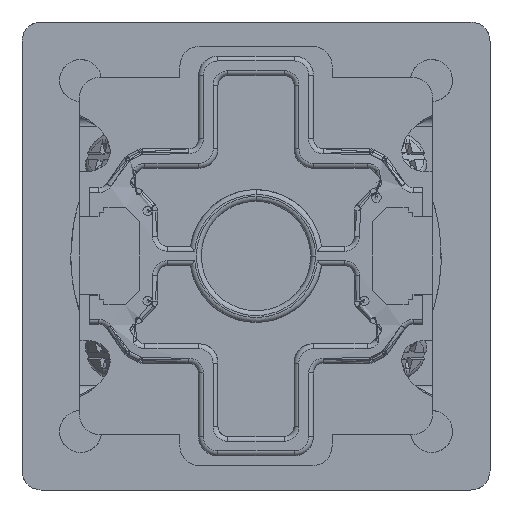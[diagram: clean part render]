
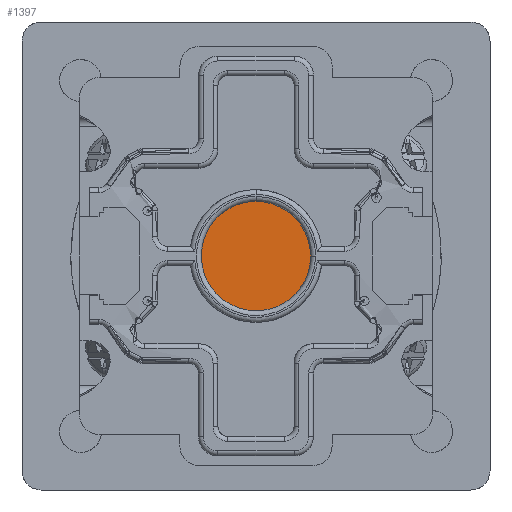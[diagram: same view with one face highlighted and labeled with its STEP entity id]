
A CAD part, front view. The second image highlights one B-rep face of the part: STEP entity #1397.
In plain terms, the highlighted planar face has unit normal (0, -1, 0).
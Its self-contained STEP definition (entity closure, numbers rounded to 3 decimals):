
#1318=CARTESIAN_POINT('',(0.,-75.5,0.));
#1319=DIRECTION('',(0.,-1.,0.));
#1320=DIRECTION('',(1.,0.,0.));
#1321=AXIS2_PLACEMENT_3D('',#1318,#1319,#1320);
#1322=PLANE('',#1321);
#1323=CARTESIAN_POINT('',(5.6,-75.5,-0.));
#1324=VERTEX_POINT('',#1323);
#1325=CARTESIAN_POINT('',(0.,-75.5,5.6));
#1326=VERTEX_POINT('',#1325);
#1327=CARTESIAN_POINT('',(5.6,-75.5,-0.));
#1328=CARTESIAN_POINT('',(5.6,-75.5,0.733));
#1329=CARTESIAN_POINT('',(5.454,-75.5,1.466));
#1330=CARTESIAN_POINT('',(5.174,-75.5,2.143));
#1331=CARTESIAN_POINT('',(4.893,-75.5,2.82));
#1332=CARTESIAN_POINT('',(4.478,-75.5,3.441));
#1333=CARTESIAN_POINT('',(3.96,-75.5,3.96));
#1334=CARTESIAN_POINT('',(3.441,-75.5,4.478));
#1335=CARTESIAN_POINT('',(2.82,-75.5,4.893));
#1336=CARTESIAN_POINT('',(2.143,-75.5,5.174));
#1337=CARTESIAN_POINT('',(1.466,-75.5,5.454));
#1338=CARTESIAN_POINT('',(0.733,-75.5,5.6));
#1339=CARTESIAN_POINT('',(0.,-75.5,5.6));
#1340=B_SPLINE_CURVE_WITH_KNOTS('',3,(#1327,#1328,#1329,#1330,#1331,#1332,#1333,#1334,#1335,#1336,#1337,#1338,#1339),.UNSPECIFIED.,.F.,.F.,(4,3,3,3,4),(0.,22.5,45.,67.5,90.),.UNSPECIFIED.);
#1341=EDGE_CURVE('',#1324,#1326,#1340,.T.);
#1342=ORIENTED_EDGE('',*,*,#1341,.T.);
#1343=CARTESIAN_POINT('',(0.,-75.5,5.6));
#1344=CARTESIAN_POINT('',(-0.55,-75.5,5.6));
#1345=CARTESIAN_POINT('',(-1.099,-75.5,5.518));
#1346=CARTESIAN_POINT('',(-1.626,-75.5,5.359));
#1347=CARTESIAN_POINT('',(-2.152,-75.5,5.199));
#1348=CARTESIAN_POINT('',(-2.654,-75.5,4.962));
#1349=CARTESIAN_POINT('',(-3.111,-75.5,4.656));
#1350=CARTESIAN_POINT('',(-3.568,-75.5,4.351));
#1351=CARTESIAN_POINT('',(-3.98,-75.5,3.978));
#1352=CARTESIAN_POINT('',(-4.329,-75.5,3.553));
#1353=CARTESIAN_POINT('',(-4.678,-75.5,3.128));
#1354=CARTESIAN_POINT('',(-4.963,-75.5,2.651));
#1355=CARTESIAN_POINT('',(-5.174,-75.5,2.143));
#1356=CARTESIAN_POINT('',(-5.384,-75.5,1.635));
#1357=CARTESIAN_POINT('',(-5.519,-75.5,1.096));
#1358=CARTESIAN_POINT('',(-5.573,-75.5,0.549));
#1359=CARTESIAN_POINT('',(-5.627,-75.5,0.002));
#1360=CARTESIAN_POINT('',(-5.6,-75.5,-0.553));
#1361=CARTESIAN_POINT('',(-5.492,-75.5,-1.093));
#1362=CARTESIAN_POINT('',(-5.385,-75.5,-1.632));
#1363=CARTESIAN_POINT('',(-5.198,-75.5,-2.155));
#1364=CARTESIAN_POINT('',(-4.939,-75.5,-2.64));
#1365=CARTESIAN_POINT('',(-4.68,-75.5,-3.125));
#1366=CARTESIAN_POINT('',(-4.349,-75.5,-3.571));
#1367=CARTESIAN_POINT('',(-3.96,-75.5,-3.96));
#1368=CARTESIAN_POINT('',(-3.571,-75.5,-4.349));
#1369=CARTESIAN_POINT('',(-3.125,-75.5,-4.68));
#1370=CARTESIAN_POINT('',(-2.64,-75.5,-4.939));
#1371=CARTESIAN_POINT('',(-2.155,-75.5,-5.198));
#1372=CARTESIAN_POINT('',(-1.632,-75.5,-5.385));
#1373=CARTESIAN_POINT('',(-1.093,-75.5,-5.492));
#1374=CARTESIAN_POINT('',(-0.553,-75.5,-5.6));
#1375=CARTESIAN_POINT('',(0.002,-75.5,-5.627));
#1376=CARTESIAN_POINT('',(0.549,-75.5,-5.573));
#1377=CARTESIAN_POINT('',(1.096,-75.5,-5.519));
#1378=CARTESIAN_POINT('',(1.635,-75.5,-5.384));
#1379=CARTESIAN_POINT('',(2.143,-75.5,-5.174));
#1380=CARTESIAN_POINT('',(2.651,-75.5,-4.963));
#1381=CARTESIAN_POINT('',(3.128,-75.5,-4.678));
#1382=CARTESIAN_POINT('',(3.553,-75.5,-4.329));
#1383=CARTESIAN_POINT('',(3.978,-75.5,-3.98));
#1384=CARTESIAN_POINT('',(4.351,-75.5,-3.568));
#1385=CARTESIAN_POINT('',(4.656,-75.5,-3.111));
#1386=CARTESIAN_POINT('',(4.962,-75.5,-2.654));
#1387=CARTESIAN_POINT('',(5.199,-75.5,-2.152));
#1388=CARTESIAN_POINT('',(5.359,-75.5,-1.626));
#1389=CARTESIAN_POINT('',(5.518,-75.5,-1.099));
#1390=CARTESIAN_POINT('',(5.6,-75.5,-0.55));
#1391=CARTESIAN_POINT('',(5.6,-75.5,-0.));
#1392=B_SPLINE_CURVE_WITH_KNOTS('',3,(#1343,#1344,#1345,#1346,#1347,#1348,#1349,#1350,#1351,#1352,#1353,#1354,#1355,#1356,#1357,#1358,#1359,#1360,#1361,#1362,#1363,#1364,#1365,#1366,#1367,#1368,
#1369,#1370,#1371,#1372,#1373,#1374,#1375,#1376,#1377,#1378,#1379,#1380,#1381,#1382,#1383,#1384,#1385,#1386,#1387,#1388,#1389,#1390,#1391),.UNSPECIFIED.,.F.,.F.,(4,3,3,3,3,3,3,3,3,3,3,3,3,3,3,3,4),(90.,106.875,123.75,140.625,157.5,174.375,191.25,208.125,225.,241.875,258.75,275.625,292.5,309.375,326.25,343.125,360.),.UNSPECIFIED.);
#1393=EDGE_CURVE('',#1326,#1324,#1392,.T.);
#1394=ORIENTED_EDGE('',*,*,#1393,.T.);
#1395=EDGE_LOOP('',(#1342,#1394));
#1396=FACE_BOUND('',#1395,.T.);
#1397=ADVANCED_FACE('',(#1396),#1322,.T.);
